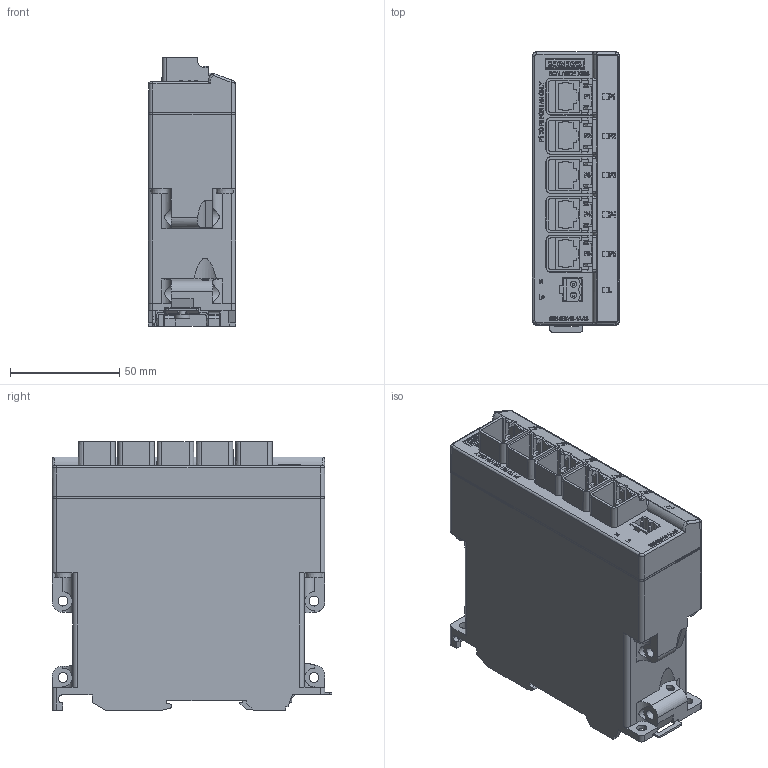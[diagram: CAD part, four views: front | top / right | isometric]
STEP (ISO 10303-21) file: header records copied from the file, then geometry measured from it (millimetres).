
FILE_DESCRIPTION (( 'STEP AP214' ), '1' );
FILE_NAME ('6GK50050BA101AA3_001_STEP.STEP', '2016-07-20T10:41:27', ( '' ), ( '' ), 'SwSTEP 2.0', 'SolidWorks 2014', '' );
FILE_SCHEMA (( 'AUTOMOTIVE_DESIGN' ));
Length unit declared in the file: millimetre
Products named in the file (3): Beschriftung; Body; 6GK50050BA101AA3_001_STEP
Assembly tree (2 placements, depth 2):
  6GK50050BA101AA3_001_STEP
    Body
    Beschriftung
Bounding box: 40 x 128.2 x 123 mm (x, y, z)
Volume: 491149.5 mm3; surface area: 64239.4 mm2
Topology: 1 solids, 73 shells, 1144 faces, 3844 edges, 2802 vertices
Faces by surface type: plane 802, cylinder 304, bspline 20, cone 16, torus 2
Full cylindrical faces by diameter (mm): 2.8 x2, 3.08 x2, 4.5 x9, 5 x2, 7 x2
Entity records: 54363 total; most frequent: CARTESIAN_POINT 15999, ORIENTED_EDGE 6821, DIRECTION 6227, EDGE_CURVE 3802, VERTEX_POINT 2783, LINE 2773, VECTOR 2773, AXIS2_PLACEMENT_3D 1727
